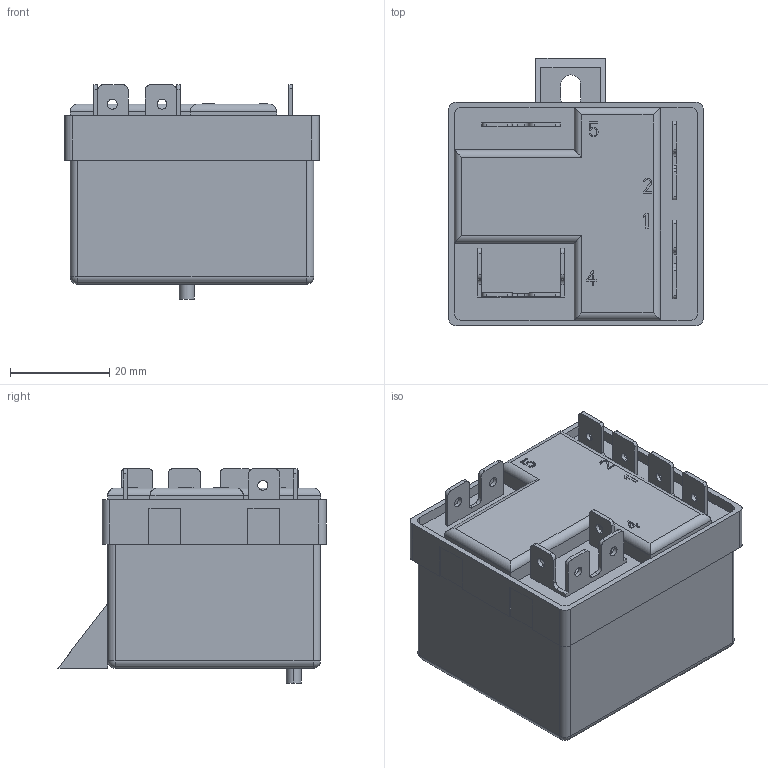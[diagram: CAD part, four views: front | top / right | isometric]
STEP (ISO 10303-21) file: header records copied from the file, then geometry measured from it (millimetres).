
FILE_DESCRIPTION((''),'2;1');
FILE_NAME('START_RELAY_DANFOSS_','2020-01-02T',('U333183'),('DANFOSS COMMERCIAL COMPRESSOR'),'CREO PARAMETRIC BY PTC INC, 2015480','CREO PARAMETRIC BY PTC INC, 2015480','');
FILE_SCHEMA(('CONFIG_CONTROL_DESIGN'));
Length unit declared in the file: millimetre
Products named in the file (1): START_RELAY_DANFOSS_
Bounding box: 51.19 x 53.9 x 43.07 mm (x, y, z)
Volume: 74111.4 mm3; surface area: 13286.6 mm2
Topology: 1 solids, 1 shells, 281 faces, 775 edges, 506 vertices
Faces by surface type: plane 199, cylinder 78, sphere 4
Entity records: 9001 total; most frequent: CARTESIAN_POINT 1642, ORIENTED_EDGE 1550, DIRECTION 1471, EDGE_CURVE 775, VECTOR 625, LINE 625, VERTEX_POINT 506, AXIS2_PLACEMENT_3D 423
